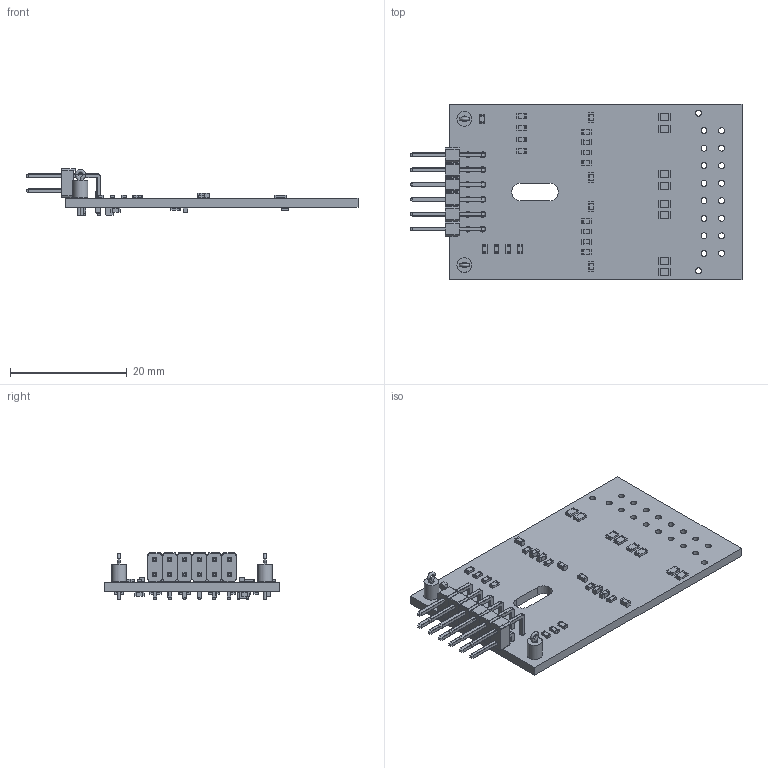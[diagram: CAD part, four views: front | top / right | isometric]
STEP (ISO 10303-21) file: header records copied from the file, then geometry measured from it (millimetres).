
FILE_DESCRIPTION(('KiCad electronic assembly'),'2;1');
FILE_NAME('mps-io.step','2024-10-30T13:22:21',('Pcbnew'),('Kicad'), 'Open CASCADE STEP processor 7.8','KiCad to STEP converter','Unknown' );
FILE_SCHEMA(('AUTOMOTIVE_DESIGN { 1 0 10303 214 1 1 1 1 }'));
Length unit declared in the file: millimetre
Products named in the file (16): mps-io 1; R_0805_2012Metric; C_0603_1608Metric; R_0603_1608Metric; PH2RA-12-UA; LED_0603_1608Metric; TestPoint_Loop_D1.80mm_Drill1.0mm_Beaded; TestPoint_Loop_D1_80mm_Drill1_0mm_Beaded_cp; C_0805_2012Metric; mps-io_PCB
Assembly tree (81 placements, depth 3):
  mps-io 1
    R_0805_2012Metric  x12
      R_0805_2012Metric
    C_0603_1608Metric  x22
      C_0603_1608Metric
    R_0603_1608Metric  x34
      R_0603_1608Metric
    PH2RA-12-UA
      PH2RA-12-UA
    LED_0603_1608Metric
      LED_0603_1608Metric
    TestPoint_Loop_D1.80mm_Drill1.0mm_Beaded  x2
      TestPoint_Loop_D1_80mm_Drill1_0mm_Beaded_cp
    C_0805_2012Metric
      C_0805_2012Metric
    mps-io_PCB
Bounding box: 56.8 x 30 x 8 mm (x, y, z)
Volume: 2640 mm3; surface area: 4811.1 mm2
Topology: 105 solids, 105 shells, 3190 faces, 8023 edges, 4994 vertices
Faces by surface type: plane 1674, cylinder 1270, torus 98, sphere 96, bspline 52
Full cylindrical faces by diameter (mm): 0.5 x4, 1 x16, 1.02 x18, 2.54 x2
Entity records: 44171 total; most frequent: CARTESIAN_POINT 9591, DIRECTION 6989, ORIENTED_EDGE 6812, EDGE_CURVE 3406, AXIS2_PLACEMENT_3D 2540, VERTEX_POINT 2040, LINE 1909, VECTOR 1909
